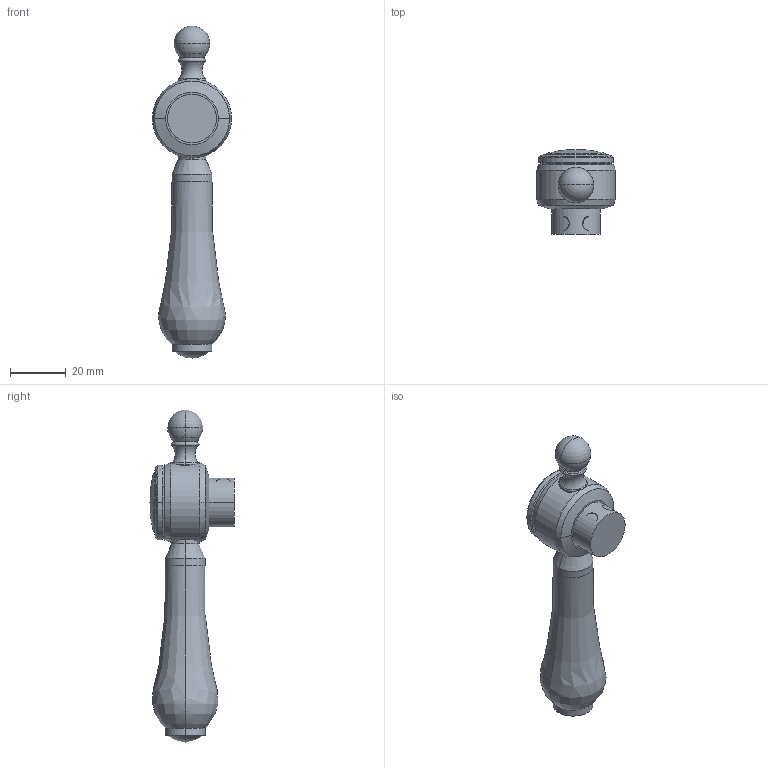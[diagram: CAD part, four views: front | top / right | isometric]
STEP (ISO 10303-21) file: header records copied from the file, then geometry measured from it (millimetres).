
FILE_DESCRIPTION((''),'2;1');
FILE_NAME('2-136_SW0001','2010-11-11T',('project'),(''),'PRO/ENGINEER BY PARAMETRIC TECHNOLOGY CORPORATION, 2009300','PRO/ENGINEER BY PARAMETRIC TECHNOLOGY CORPORATION, 2009300','');
FILE_SCHEMA(('CONFIG_CONTROL_DESIGN'));
Length unit declared in the file: inch
Products named in the file (1): 2-136_SW0001
Bounding box: 28.32 x 30.35 x 118.75 mm (x, y, z)
Surface area: 8688.5 mm2 (no closed solid volume)
Topology: 0 solids, 8 shells, 62 faces, 145 edges, 85 vertices
Faces by surface type: cylinder 17, cone 16, torus 10, sphere 8, plane 5, bspline 4, revolution 2
Entity records: 2079 total; most frequent: CARTESIAN_POINT 666, DIRECTION 323, ORIENTED_EDGE 250, AXIS2_PLACEMENT_3D 143, EDGE_CURVE 139, CIRCLE 87, VERTEX_POINT 85, EDGE_LOOP 62
